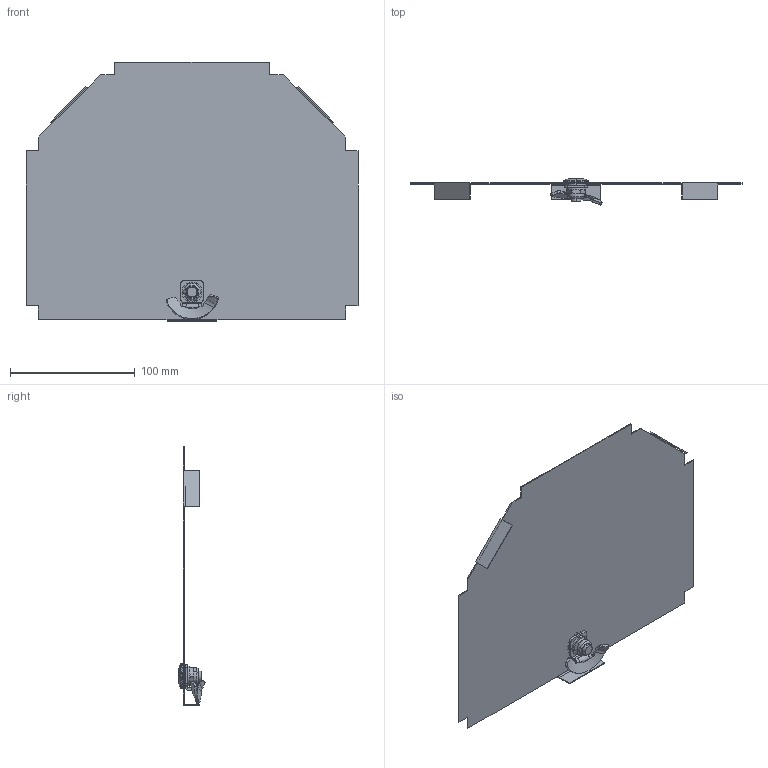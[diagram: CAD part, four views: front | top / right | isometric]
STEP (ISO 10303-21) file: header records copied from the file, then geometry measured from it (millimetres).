
FILE_DESCRIPTION (( 'STEP AP214' ), '1' );
FILE_NAME ('6038602.STEP', '2024-12-16T14:37:15', ( '' ), ( '' ), 'SwSTEP 2.0', 'SolidWorks 2024', '' );
FILE_SCHEMA (( 'AUTOMOTIVE_DESIGN' ));
Length unit declared in the file: millimetre
Products named in the file (7): 183773_NB 150; 099600_Standard; 109905_quadratisch; 020263_DIN EN ISO 10511 - M8 ; 107589_M8x13 Vierkanthöhe 2 Führung 1,7  A4-70; 6038602; BS001 8_Washer DIN 125 - A 8.4
Assembly tree (6 placements, depth 2):
  6038602
    183773_NB 150
    109905_quadratisch
    099600_Standard
    020263_DIN EN ISO 10511 - M8 
    107589_M8x13 Vierkanthöhe 2 Führung 1,7  A4-70
    BS001 8_Washer DIN 125 - A 8.4
Bounding box: 265.6 x 20.81 x 207.55 mm (x, y, z)
Volume: 43851.3 mm3; surface area: 108139.5 mm2
Topology: 6 solids, 6 shells, 415 faces, 1042 edges, 626 vertices
Faces by surface type: plane 152, cylinder 103, bspline 90, cone 49, torus 13, sphere 8
Entity records: 15170 total; most frequent: CARTESIAN_POINT 6019, ORIENTED_EDGE 2044, DIRECTION 1660, EDGE_CURVE 1022, AXIS2_PLACEMENT_3D 626, VERTEX_POINT 626, EDGE_LOOP 428, FACE_OUTER_BOUND 415
